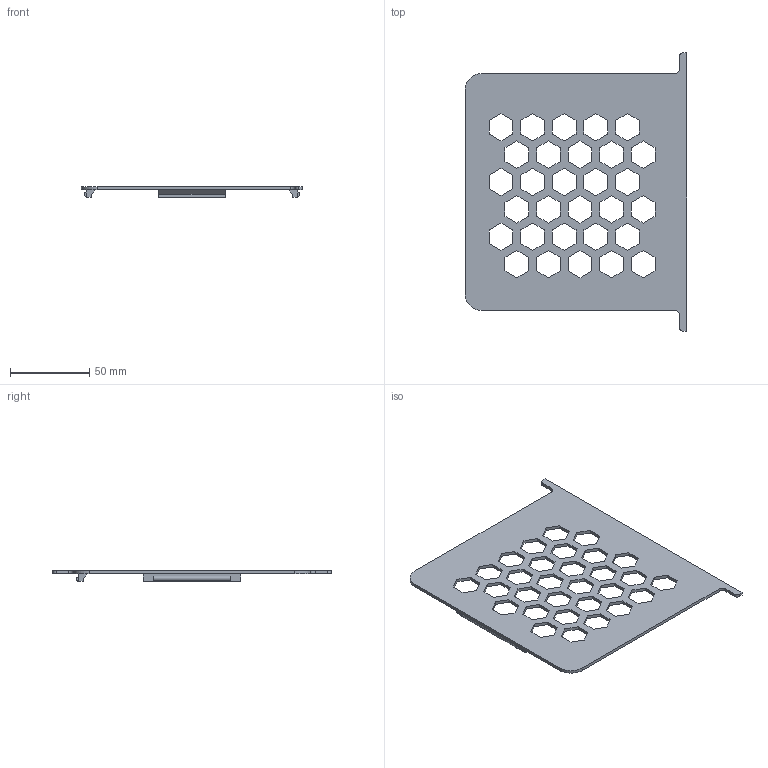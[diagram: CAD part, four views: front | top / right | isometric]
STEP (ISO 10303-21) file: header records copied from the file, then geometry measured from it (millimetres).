
FILE_DESCRIPTION(/* description */ ('STEP AP214'),/* implementation_level */ '2;1');
FILE_NAME(/* name */ '60789b22fcfcc91036959e0e',/* time_stamp */ '2021-04-15T19:59:30+00:00',/* author */ (''),/* organization */ (''),/* preprocessor_version */ 'ST-DEVELOPER v18.1',/* originating_system */ ' ',/* authorisation */ ' ');
FILE_SCHEMA (('AUTOMOTIVE_DESIGN {1 0 10303 214 3 1 1}'));
Length unit declared in the file: metre
Products named in the file (1): X5 GT Case_E-Frame
Bounding box: 140 x 176 x 6.92 mm (x, y, z)
Volume: 34065.9 mm3; surface area: 36501.8 mm2
Topology: 1 solids, 1 shells, 223 faces, 646 edges, 430 vertices
Faces by surface type: plane 214, cylinder 9
Entity records: 7352 total; most frequent: CARTESIAN_POINT 1300, ORIENTED_EDGE 1292, DIRECTION 1112, EDGE_CURVE 646, LINE 628, VECTOR 628, VERTEX_POINT 430, EDGE_LOOP 288
